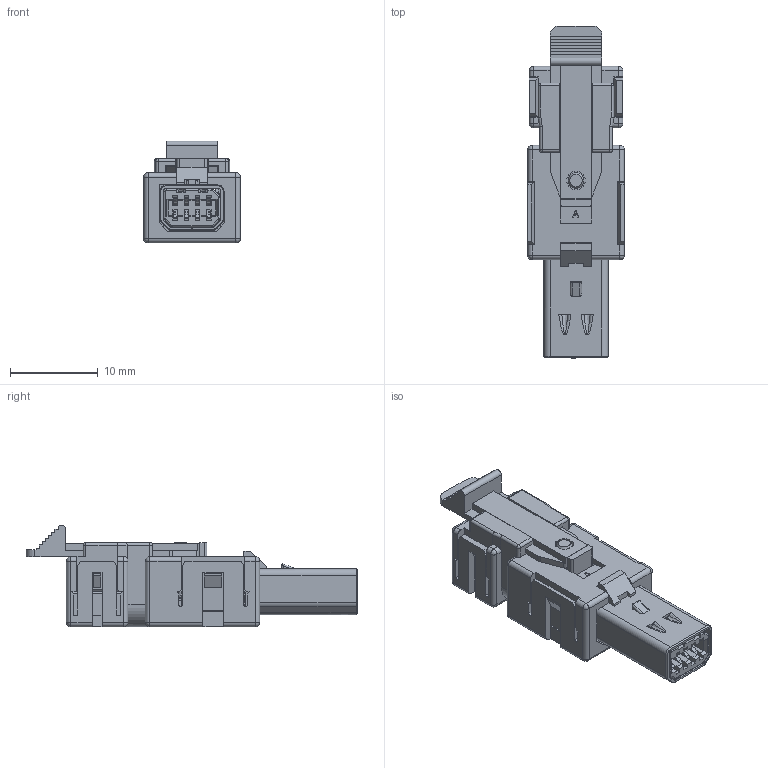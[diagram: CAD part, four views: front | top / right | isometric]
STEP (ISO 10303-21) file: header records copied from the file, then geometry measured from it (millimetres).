
FILE_DESCRIPTION( ('This file contains a STEP AP42 implementation' ,'as created by ZW3D STEP Interface translator.') ,'2;1' );
FILE_NAME( '6362-08MUHSXMCBA2.stp' ,'231023.143544', (''), ('ZWCAD Software Co.'), 'Version 1.0', 'ZW3D to STEP translator', '' );
FILE_SCHEMA(('AUTOMOTIVE_DESIGN { 1 0 10303 214 1 1 1 1 }'));
Length unit declared in the file: millimetre
Products named in the file (2): 0; SLDPLUG2long
Bounding box: 11 x 37.8 x 11.6 mm (x, y, z)
Volume: 1484.6 mm3; surface area: 4723.6 mm2
Topology: 3 solids, 4 shells, 2555 faces, 7242 edges, 4585 vertices
Faces by surface type: plane 1698, cylinder 494, bspline 307, torus 26, sphere 22, cone 8
Full cylindrical faces by diameter (mm): 1.8 x1, 6.7 x1
Entity records: 96323 total; most frequent: CARTESIAN_POINT 28864, ORIENTED_EDGE 14562, DIRECTION 12162, EDGE_CURVE 7244, VECTOR 5470, LINE 5470, VERTEX_POINT 4587, AXIS2_PLACEMENT_3D 3346
